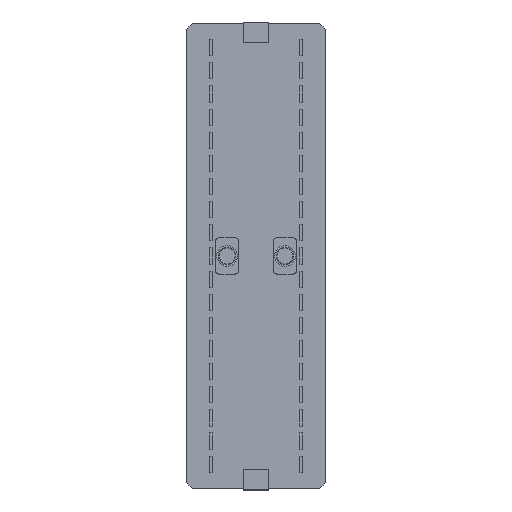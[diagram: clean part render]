
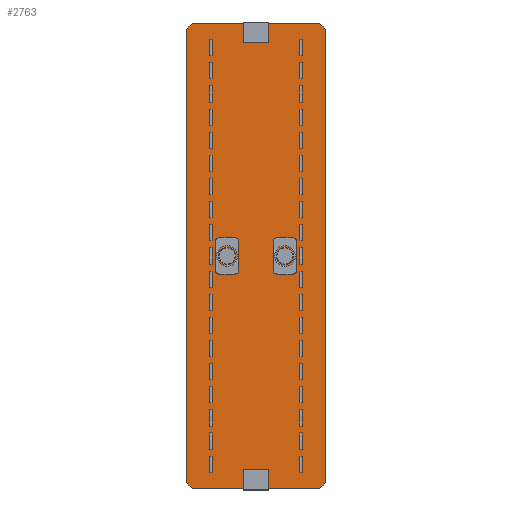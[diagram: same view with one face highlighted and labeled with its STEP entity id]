
A CAD part, top view. The second image highlights one B-rep face of the part: STEP entity #2763.
In plain terms, the highlighted planar face has unit normal (0, 0, 1).
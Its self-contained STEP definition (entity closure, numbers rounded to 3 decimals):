
#225=FACE_OUTER_BOUND('',#359,.T.);
#359=EDGE_LOOP('',(#2327,#2328,#2329,#2330,#2331,#2332,#2333,#2334));
#605=LINE('',#4322,#1005);
#608=LINE('',#4329,#1008);
#613=LINE('',#4340,#1013);
#616=LINE('',#4347,#1016);
#620=LINE('',#4353,#1020);
#622=LINE('',#4356,#1022);
#624=LINE('',#4359,#1024);
#626=LINE('',#4362,#1026);
#1005=VECTOR('',#3506,1.);
#1008=VECTOR('',#3511,1.);
#1013=VECTOR('',#3518,1.);
#1016=VECTOR('',#3523,1.);
#1020=VECTOR('',#3529,10.);
#1022=VECTOR('',#3533,10.);
#1024=VECTOR('',#3537,10.);
#1026=VECTOR('',#3541,10.);
#1409=VERTEX_POINT('',#4319);
#1410=VERTEX_POINT('',#4321);
#1412=VERTEX_POINT('',#4326);
#1413=VERTEX_POINT('',#4328);
#1417=VERTEX_POINT('',#4337);
#1418=VERTEX_POINT('',#4339);
#1420=VERTEX_POINT('',#4344);
#1421=VERTEX_POINT('',#4346);
#1813=EDGE_CURVE('',#1410,#1409,#605,.F.);
#1816=EDGE_CURVE('',#1413,#1412,#608,.T.);
#1821=EDGE_CURVE('',#1418,#1417,#613,.F.);
#1824=EDGE_CURVE('',#1421,#1420,#616,.T.);
#1828=EDGE_CURVE('',#1409,#1413,#620,.T.);
#1830=EDGE_CURVE('',#1410,#1417,#622,.T.);
#1832=EDGE_CURVE('',#1412,#1421,#624,.T.);
#1834=EDGE_CURVE('',#1418,#1420,#626,.T.);
#2327=ORIENTED_EDGE('',*,*,#1816,.T.);
#2328=ORIENTED_EDGE('',*,*,#1832,.T.);
#2329=ORIENTED_EDGE('',*,*,#1824,.T.);
#2330=ORIENTED_EDGE('',*,*,#1834,.F.);
#2331=ORIENTED_EDGE('',*,*,#1821,.T.);
#2332=ORIENTED_EDGE('',*,*,#1830,.F.);
#2333=ORIENTED_EDGE('',*,*,#1813,.T.);
#2334=ORIENTED_EDGE('',*,*,#1828,.T.);
#2631=PLANE('',#3072);
#2763=ADVANCED_FACE('',(#225),#2631,.T.);
#3072=AXIS2_PLACEMENT_3D('',#4363,#3542,#3543);
#3506=DIRECTION('',(0.,1.,0.));
#3511=DIRECTION('',(1.,0.,0.));
#3518=DIRECTION('',(1.,0.,0.));
#3523=DIRECTION('',(0.,1.,0.));
#3529=DIRECTION('',(0.707,-0.707,0.));
#3533=DIRECTION('',(0.707,0.707,0.));
#3537=DIRECTION('',(0.707,0.707,0.));
#3541=DIRECTION('',(0.707,-0.707,0.));
#3542=DIRECTION('center_axis',(0.,0.,1.));
#3543=DIRECTION('ref_axis',(1.,0.,0.));
#4319=CARTESIAN_POINT('',(7.996,6.744,0.8));
#4321=CARTESIAN_POINT('',(7.996,398.744,0.8));
#4322=CARTESIAN_POINT('',(7.996,202.744,0.8));
#4326=CARTESIAN_POINT('',(122.996,1.744,0.8));
#4328=CARTESIAN_POINT('',(12.996,1.744,0.8));
#4329=CARTESIAN_POINT('',(67.996,1.744,0.8));
#4337=CARTESIAN_POINT('',(12.996,403.744,0.8));
#4339=CARTESIAN_POINT('',(122.996,403.744,0.8));
#4340=CARTESIAN_POINT('',(67.996,403.744,0.8));
#4344=CARTESIAN_POINT('',(127.996,398.744,0.8));
#4346=CARTESIAN_POINT('',(127.996,6.744,0.8));
#4347=CARTESIAN_POINT('',(127.996,202.744,0.8));
#4353=CARTESIAN_POINT('',(7.996,6.744,0.8));
#4356=CARTESIAN_POINT('',(7.996,398.744,0.8));
#4359=CARTESIAN_POINT('',(122.996,1.744,0.8));
#4362=CARTESIAN_POINT('',(122.996,403.744,0.8));
#4363=CARTESIAN_POINT('Origin',(67.996,202.744,0.8));
